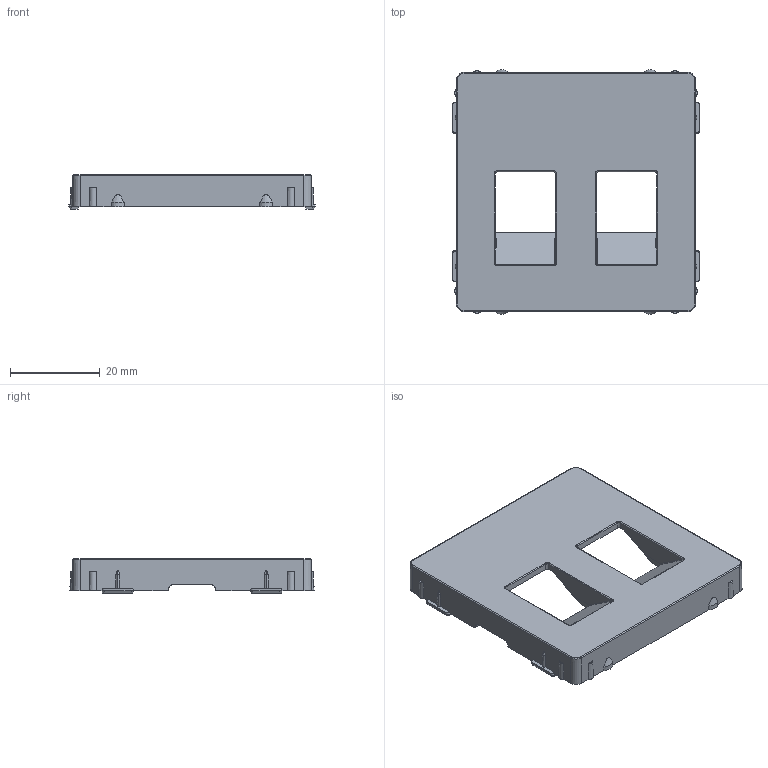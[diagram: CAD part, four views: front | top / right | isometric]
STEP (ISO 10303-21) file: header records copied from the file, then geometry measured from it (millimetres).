
FILE_DESCRIPTION(('CATIA V5 STEP Exchange','CAx-IF Rec.Pracs.--- Model Styling and Organization---1.4--- 2014-01-23'),'2;1');
FILE_NAME('755370_AllCATPart.stp','2020-02-25T08:56:02+00:00',('none'),('none'),'CATIA Version 5-6 Release 2017 SP3','CATIA V5 STEP AP214','none');
FILE_SCHEMA(('AUTOMOTIVE_DESIGN { 1 0 10303 214 1 1 1 1 }'));
Products named in the file (1): 755370_AllCATPart
Bounding box: 54.8 x 54.4 x 7.6 mm (x, y, z)
Volume: 5453.2 mm3; surface area: 8166 mm2
Topology: 1 solids, 1 shells, 3312 faces, 9756 edges, 6488 vertices
Faces by surface type: plane 3192, cylinder 64, cone 36, bspline 12, torus 4, extrusion 4
Entity records: 111004 total; most frequent: CARTESIAN_POINT 22251, ORIENTED_EDGE 19512, DIRECTION 14920, EDGE_CURVE 9756, VECTOR 8543, LINE 8539, VERTEX_POINT 6488, EDGE_LOOP 3358
